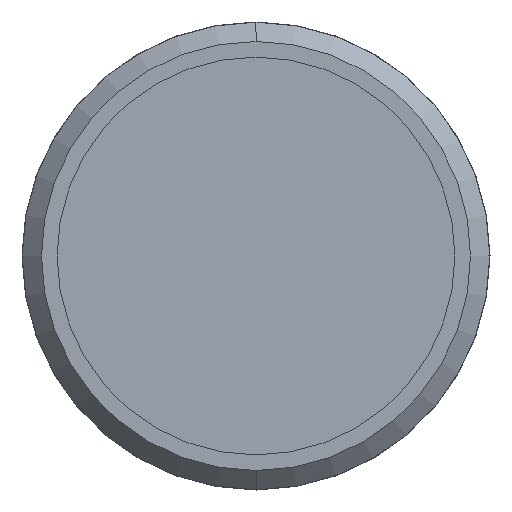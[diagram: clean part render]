
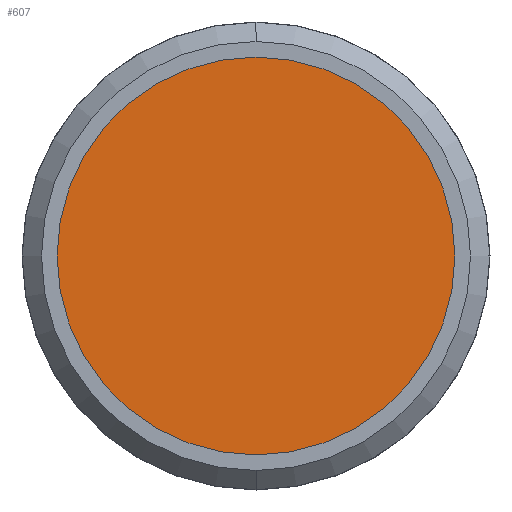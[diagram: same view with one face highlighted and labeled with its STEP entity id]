
A CAD part, front view. The second image highlights one B-rep face of the part: STEP entity #607.
In plain terms, the highlighted planar face has unit normal (0, -1, 0).
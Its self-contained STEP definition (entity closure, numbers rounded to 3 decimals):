
#607=ADVANCED_FACE('',(#1356),#1357,.T.);
#1356=FACE_OUTER_BOUND('',#2276,.T.);
#1357=PLANE('',#2277);
#2276=EDGE_LOOP('',(#3912,#3913));
#2277=AXIS2_PLACEMENT_3D('',#3914,#3915,#3916);
#3912=ORIENTED_EDGE('',*,*,#5714,.T.);
#3913=ORIENTED_EDGE('',*,*,#5716,.T.);
#3914=CARTESIAN_POINT('',(0.0,-0.01,3.825));
#3915=DIRECTION('',(0.0,-1.0,0.0));
#3916=DIRECTION('',(0.0,0.0,1.0));
#5714=EDGE_CURVE('',#6908,#6912,#6914,.T.);
#5716=EDGE_CURVE('',#6912,#6908,#6916,.T.);
#6908=VERTEX_POINT('',#8603);
#6912=VERTEX_POINT('',#8608);
#6914=CIRCLE('',#8611,7.65);
#6916=CIRCLE('',#8613,7.65);
#8603=CARTESIAN_POINT('',(0.0,-0.01,7.65));
#8608=CARTESIAN_POINT('',(0.,-0.01,-7.65));
#8611=AXIS2_PLACEMENT_3D('',#9739,#9740,#9741);
#8613=AXIS2_PLACEMENT_3D('',#9742,#9743,#9744);
#9739=CARTESIAN_POINT('',(0.0,-0.01,0.0));
#9740=DIRECTION('',(0.0,-1.0,0.0));
#9741=DIRECTION('',(0.0,0.0,1.0));
#9742=CARTESIAN_POINT('',(0.0,-0.01,0.0));
#9743=DIRECTION('',(0.0,-1.0,0.0));
#9744=DIRECTION('',(0.0,0.0,1.0));
